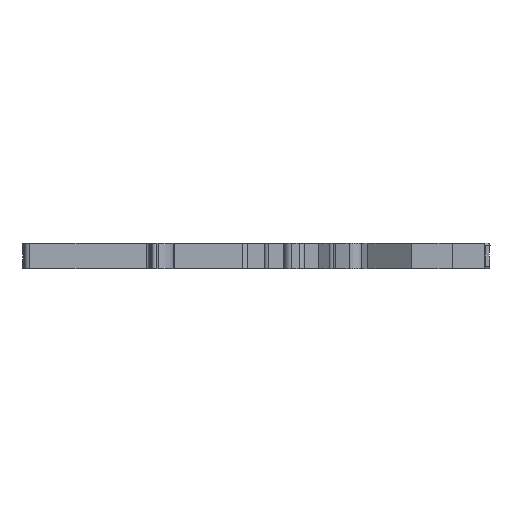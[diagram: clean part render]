
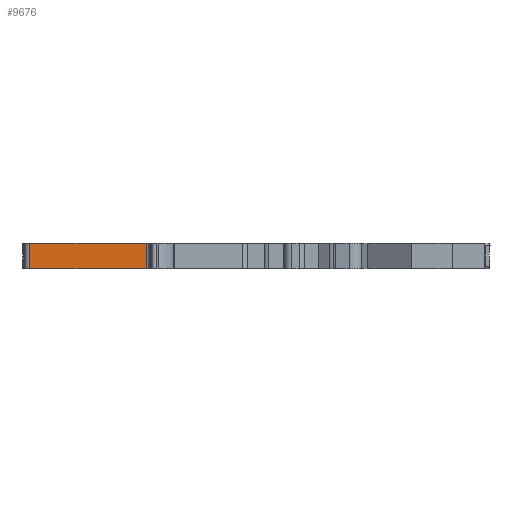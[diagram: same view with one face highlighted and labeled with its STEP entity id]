
A CAD part, front view. The second image highlights one B-rep face of the part: STEP entity #9676.
In plain terms, the highlighted planar face has unit normal (0, -1, 0).
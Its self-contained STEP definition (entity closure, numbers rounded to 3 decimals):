
#3181=DIRECTION('',(-1.,0.,0.));
#3182=VECTOR('',#3181,22.8);
#3183=CARTESIAN_POINT('',(-21.25,-34.,-2.5));
#3184=LINE('',#3183,#3182);
#3185=DIRECTION('',(1.,0.,0.));
#3186=VECTOR('',#3185,22.8);
#3187=CARTESIAN_POINT('',(-44.05,-34.,2.5));
#3188=LINE('',#3187,#3186);
#3189=DIRECTION('',(0.,0.,-1.));
#3190=VECTOR('',#3189,5.);
#3191=CARTESIAN_POINT('',(-21.25,-34.,2.5));
#3192=LINE('',#3191,#3190);
#3193=DIRECTION('',(0.,0.,-1.));
#3194=VECTOR('',#3193,5.);
#3195=CARTESIAN_POINT('',(-44.05,-34.,2.5));
#3196=LINE('',#3195,#3194);
#3974=CARTESIAN_POINT('',(-44.05,-34.,-2.5));
#3975=VERTEX_POINT('',#3974);
#3976=CARTESIAN_POINT('',(-21.25,-34.,-2.5));
#3977=VERTEX_POINT('',#3976);
#4334=CARTESIAN_POINT('',(-21.25,-34.,2.5));
#4335=VERTEX_POINT('',#4334);
#4336=CARTESIAN_POINT('',(-44.05,-34.,2.5));
#4337=VERTEX_POINT('',#4336);
#9664=CARTESIAN_POINT('',(-32.65,-34.,0.));
#9665=DIRECTION('',(0.,1.,0.));
#9666=DIRECTION('',(1.,0.,0.));
#9667=AXIS2_PLACEMENT_3D('',#9664,#9665,#9666);
#9668=PLANE('',#9667);
#9669=ORIENTED_EDGE('',*,*,#5179,.T.);
#9671=ORIENTED_EDGE('',*,*,#9670,.F.);
#9672=ORIENTED_EDGE('',*,*,#6096,.T.);
#9673=ORIENTED_EDGE('',*,*,#9657,.T.);
#9674=EDGE_LOOP('',(#9669,#9671,#9672,#9673));
#9675=FACE_OUTER_BOUND('',#9674,.F.);
#5179=EDGE_CURVE('',#3977,#3975,#3184,.T.);
#6096=EDGE_CURVE('',#4337,#4335,#3188,.T.);
#9657=EDGE_CURVE('',#4335,#3977,#3192,.T.);
#9670=EDGE_CURVE('',#4337,#3975,#3196,.T.);
#9676=ADVANCED_FACE('',(#9675),#9668,.F.);
